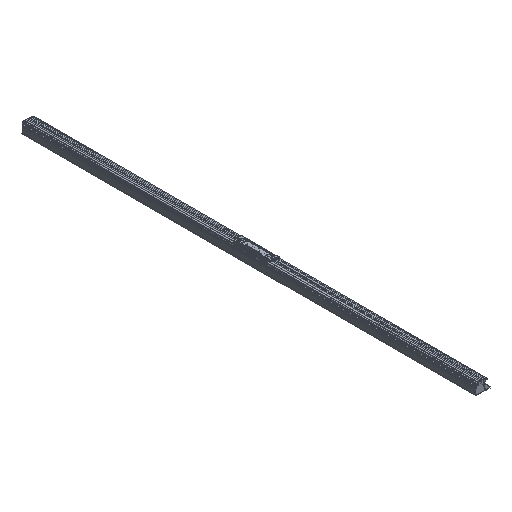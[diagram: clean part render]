
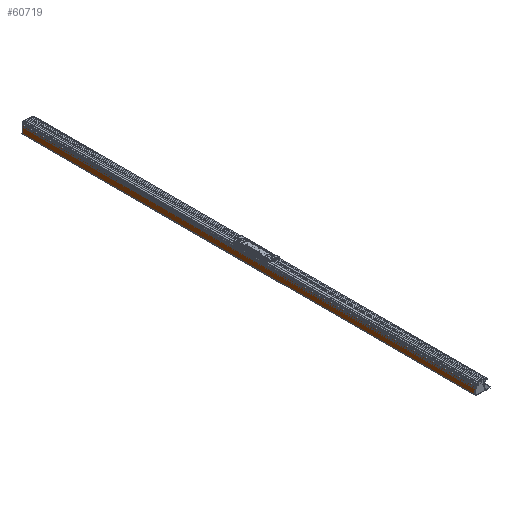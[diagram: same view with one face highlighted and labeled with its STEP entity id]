
A CAD part, isometric view. The second image highlights one B-rep face of the part: STEP entity #60719.
In plain terms, the highlighted planar face has unit normal (-1, 0, 0).
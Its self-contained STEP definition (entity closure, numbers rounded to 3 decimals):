
#9623 = LINE ( 'NONE', #183113, #130403 ) ;
#9656 = DIRECTION ( 'NONE',  ( 0., 0., -1. ) ) ;
#11334 = VECTOR ( 'NONE', #9656, 1000. ) ;
#20631 = DIRECTION ( 'NONE',  ( 1., 0., 0. ) ) ;
#21640 = DIRECTION ( 'NONE',  ( 0., 0., 1. ) ) ;
#25243 = CARTESIAN_POINT ( 'NONE',  ( -28.6, -1500., 0.7 ) ) ;
#25834 = ORIENTED_EDGE ( 'NONE', *, *, #67492, .T. ) ;
#26038 = VERTEX_POINT ( 'NONE', #74445 ) ;
#28646 = VECTOR ( 'NONE', #134791, 1000. ) ;
#32523 = AXIS2_PLACEMENT_3D ( 'NONE', #164995, #20631, #21640 ) ;
#57803 = EDGE_CURVE ( 'NONE', #26038, #150014, #166534, .T. ) ;
#60719 = ADVANCED_FACE ( 'NONE', ( #67952 ), #145393, .F. ) ;
#62590 = CARTESIAN_POINT ( 'NONE',  ( -28.6, -1500., 5.944 ) ) ;
#67492 = EDGE_CURVE ( 'NONE', #75291, #73075, #154155, .T. ) ;
#67669 = ORIENTED_EDGE ( 'NONE', *, *, #57803, .F. ) ;
#67952 = FACE_OUTER_BOUND ( 'NONE', #189954, .T. ) ;
#73075 = VERTEX_POINT ( 'NONE', #184713 ) ;
#74445 = CARTESIAN_POINT ( 'NONE',  ( -28.6, -1500., 52.939 ) ) ;
#75291 = VERTEX_POINT ( 'NONE', #77376 ) ;
#77376 = CARTESIAN_POINT ( 'NONE',  ( -28.6, 1500., 52.939 ) ) ;
#97917 = EDGE_CURVE ( 'NONE', #150014, #73075, #136895, .T. ) ;
#104408 = DIRECTION ( 'NONE',  ( 0., 1., 0. ) ) ;
#114435 = ORIENTED_EDGE ( 'NONE', *, *, #173937, .T. ) ;
#121233 = CARTESIAN_POINT ( 'NONE',  ( -28.6, -1500., 5.944 ) ) ;
#123120 = DIRECTION ( 'NONE',  ( 0., 0., -1. ) ) ;
#130403 = VECTOR ( 'NONE', #104408, 1000. ) ;
#134791 = DIRECTION ( 'NONE',  ( 0., 1., 0. ) ) ;
#135446 = ORIENTED_EDGE ( 'NONE', *, *, #97917, .F. ) ;
#136895 = LINE ( 'NONE', #121233, #28646 ) ;
#145393 = PLANE ( 'NONE',  #32523 ) ;
#150014 = VERTEX_POINT ( 'NONE', #62590 ) ;
#154155 = LINE ( 'NONE', #201776, #202493 ) ;
#164995 = CARTESIAN_POINT ( 'NONE',  ( -28.6, -1500., 0.7 ) ) ;
#166534 = LINE ( 'NONE', #25243, #11334 ) ;
#173937 = EDGE_CURVE ( 'NONE', #26038, #75291, #9623, .T. ) ;
#183113 = CARTESIAN_POINT ( 'NONE',  ( -28.6, -1500., 52.939 ) ) ;
#184713 = CARTESIAN_POINT ( 'NONE',  ( -28.6, 1500., 5.944 ) ) ;
#189954 = EDGE_LOOP ( 'NONE', ( #25834, #135446, #67669, #114435 ) ) ;
#201776 = CARTESIAN_POINT ( 'NONE',  ( -28.6, 1500., 0.7 ) ) ;
#202493 = VECTOR ( 'NONE', #123120, 1000. ) ;
